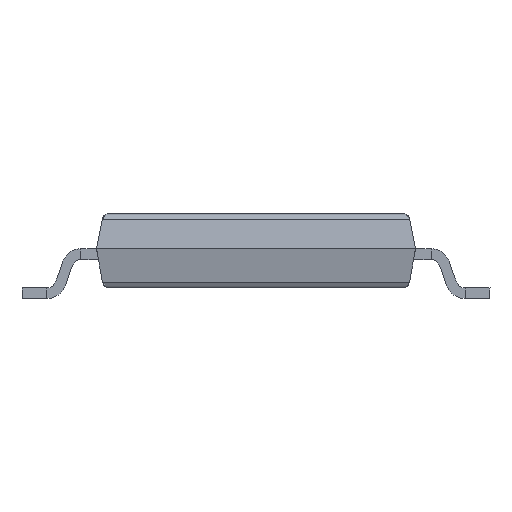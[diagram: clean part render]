
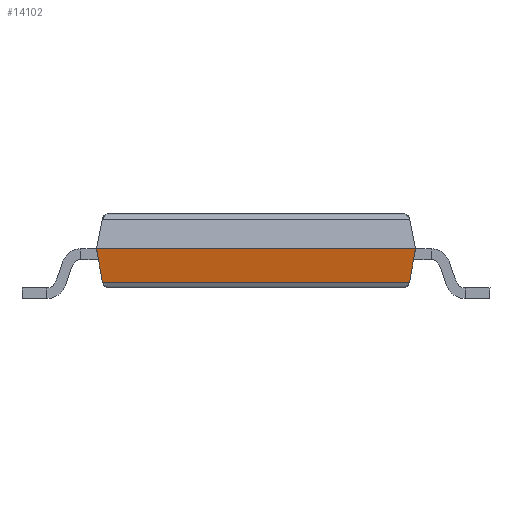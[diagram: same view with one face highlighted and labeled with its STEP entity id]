
A CAD part, front view. The second image highlights one B-rep face of the part: STEP entity #14102.
In plain terms, the highlighted free-form (B-spline) face has degree [1, 1] with [2, 2] control points.
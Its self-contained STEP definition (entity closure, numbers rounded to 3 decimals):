
#1047 = B_SPLINE_SURFACE_WITH_KNOTS('',1,1,(
    (#1048,#1049)
    ,(#1050,#1051
    )),.UNSPECIFIED.,.F.,.F.,.F.,(2,2),(2,2),(0.,6.6),(0.,1.),
  .PIECEWISE_BEZIER_KNOTS.);
#1048 = CARTESIAN_POINT('',(2.25,3.3,0.7));
#1049 = CARTESIAN_POINT('',(2.15,3.2,0.15));
#1050 = CARTESIAN_POINT('',(2.25,-3.3,0.7));
#1051 = CARTESIAN_POINT('',(2.15,-3.2,0.15));
#1506 = VERTEX_POINT('',#1507);
#1507 = CARTESIAN_POINT('',(2.25,-3.3,0.7));
#1520 = B_SPLINE_SURFACE_WITH_KNOTS('',1,1,(
    (#1521,#1522)
    ,(#1523,#1524
    )),.UNSPECIFIED.,.F.,.F.,.F.,(2,2),(2,2),(0.,4.5),(0.,1.),
  .PIECEWISE_BEZIER_KNOTS.);
#1521 = CARTESIAN_POINT('',(2.15,-3.2,1.2));
#1522 = CARTESIAN_POINT('',(2.25,-3.3,0.7));
#1523 = CARTESIAN_POINT('',(-2.15,-3.2,1.2));
#1524 = CARTESIAN_POINT('',(-2.25,-3.3,0.7));
#2425 = EDGE_CURVE('',#1506,#2426,#2428,.T.);
#2426 = VERTEX_POINT('',#2427);
#2427 = CARTESIAN_POINT('',(2.165,-3.215,
    0.232));
#2428 = SURFACE_CURVE('',#2429,(#2432,#2439),.PCURVE_S1.);
#2429 = B_SPLINE_CURVE_WITH_KNOTS('',1,(#2430,#2431),.UNSPECIFIED.,.F.,
  .F.,(2,2),(0.,1.),.PIECEWISE_BEZIER_KNOTS.);
#2430 = CARTESIAN_POINT('',(2.25,-3.3,0.7));
#2431 = CARTESIAN_POINT('',(2.15,-3.2,0.15));
#2432 = PCURVE('',#1047,#2433);
#2433 = DEFINITIONAL_REPRESENTATION('',(#2434),#2438);
#2434 = LINE('',#2435,#2436);
#2435 = CARTESIAN_POINT('',(6.6,0.));
#2436 = VECTOR('',#2437,1.);
#2437 = DIRECTION('',(0.,1.));
#2438 = ( GEOMETRIC_REPRESENTATION_CONTEXT(2) 
PARAMETRIC_REPRESENTATION_CONTEXT() REPRESENTATION_CONTEXT('2D SPACE',''
  ) );
#2439 = PCURVE('',#2440,#2445);
#2440 = B_SPLINE_SURFACE_WITH_KNOTS('',1,1,(
    (#2441,#2442)
    ,(#2443,#2444
    )),.UNSPECIFIED.,.F.,.F.,.F.,(2,2),(2,2),(0.,4.5),(0.,1.),
  .PIECEWISE_BEZIER_KNOTS.);
#2441 = CARTESIAN_POINT('',(2.25,-3.3,0.7));
#2442 = CARTESIAN_POINT('',(2.15,-3.2,0.15));
#2443 = CARTESIAN_POINT('',(-2.25,-3.3,0.7));
#2444 = CARTESIAN_POINT('',(-2.15,-3.2,0.15));
#2445 = DEFINITIONAL_REPRESENTATION('',(#2446),#2450);
#2446 = LINE('',#2447,#2448);
#2447 = CARTESIAN_POINT('',(0.,0.));
#2448 = VECTOR('',#2449,1.);
#2449 = DIRECTION('',(0.,1.));
#2450 = ( GEOMETRIC_REPRESENTATION_CONTEXT(2) 
PARAMETRIC_REPRESENTATION_CONTEXT() REPRESENTATION_CONTEXT('2D SPACE',''
  ) );
#11213 = VERTEX_POINT('',#11214);
#11214 = CARTESIAN_POINT('',(-2.25,-3.3,0.7));
#11239 = EDGE_CURVE('',#1506,#11213,#11240,.T.);
#11240 = SURFACE_CURVE('',#11241,(#11245,#11252),.PCURVE_S1.);
#11241 = LINE('',#11242,#11243);
#11242 = CARTESIAN_POINT('',(2.25,-3.3,0.7));
#11243 = VECTOR('',#11244,1.);
#11244 = DIRECTION('',(-1.,0.,0.));
#11245 = PCURVE('',#1520,#11246);
#11246 = DEFINITIONAL_REPRESENTATION('',(#11247),#11251);
#11247 = LINE('',#11248,#11249);
#11248 = CARTESIAN_POINT('',(0.,1.));
#11249 = VECTOR('',#11250,1.);
#11250 = DIRECTION('',(1.,0.));
#11251 = ( GEOMETRIC_REPRESENTATION_CONTEXT(2) 
PARAMETRIC_REPRESENTATION_CONTEXT() REPRESENTATION_CONTEXT('2D SPACE',''
  ) );
#11252 = PCURVE('',#2440,#11253);
#11253 = DEFINITIONAL_REPRESENTATION('',(#11254),#11258);
#11254 = LINE('',#11255,#11256);
#11255 = CARTESIAN_POINT('',(0.,0.));
#11256 = VECTOR('',#11257,1.);
#11257 = DIRECTION('',(1.,0.));
#11258 = ( GEOMETRIC_REPRESENTATION_CONTEXT(2) 
PARAMETRIC_REPRESENTATION_CONTEXT() REPRESENTATION_CONTEXT('2D SPACE',''
  ) );
#14102 = ADVANCED_FACE('',(#14103),#2440,.T.);
#14103 = FACE_BOUND('',#14104,.T.);
#14104 = EDGE_LOOP('',(#14105,#14132,#14170,#14171));
#14105 = ORIENTED_EDGE('',*,*,#14106,.T.);
#14106 = EDGE_CURVE('',#11213,#14107,#14109,.T.);
#14107 = VERTEX_POINT('',#14108);
#14108 = CARTESIAN_POINT('',(-2.165,-3.215,
    0.232));
#14109 = SURFACE_CURVE('',#14110,(#14113,#14120),.PCURVE_S1.);
#14110 = B_SPLINE_CURVE_WITH_KNOTS('',1,(#14111,#14112),.UNSPECIFIED.,
  .F.,.F.,(2,2),(0.,1.),.PIECEWISE_BEZIER_KNOTS.);
#14111 = CARTESIAN_POINT('',(-2.25,-3.3,0.7));
#14112 = CARTESIAN_POINT('',(-2.15,-3.2,0.15));
#14113 = PCURVE('',#2440,#14114);
#14114 = DEFINITIONAL_REPRESENTATION('',(#14115),#14119);
#14115 = LINE('',#14116,#14117);
#14116 = CARTESIAN_POINT('',(4.5,0.));
#14117 = VECTOR('',#14118,1.);
#14118 = DIRECTION('',(0.,1.));
#14119 = ( GEOMETRIC_REPRESENTATION_CONTEXT(2) 
PARAMETRIC_REPRESENTATION_CONTEXT() REPRESENTATION_CONTEXT('2D SPACE',''
  ) );
#14120 = PCURVE('',#14121,#14126);
#14121 = B_SPLINE_SURFACE_WITH_KNOTS('',1,1,(
    (#14122,#14123)
    ,(#14124,#14125
    )),.UNSPECIFIED.,.F.,.F.,.F.,(2,2),(2,2),(0.,6.6),(0.,1.),
  .PIECEWISE_BEZIER_KNOTS.);
#14122 = CARTESIAN_POINT('',(-2.25,-3.3,0.7));
#14123 = CARTESIAN_POINT('',(-2.15,-3.2,0.15));
#14124 = CARTESIAN_POINT('',(-2.25,3.3,0.7));
#14125 = CARTESIAN_POINT('',(-2.15,3.2,0.15));
#14126 = DEFINITIONAL_REPRESENTATION('',(#14127),#14131);
#14127 = LINE('',#14128,#14129);
#14128 = CARTESIAN_POINT('',(0.,0.));
#14129 = VECTOR('',#14130,1.);
#14130 = DIRECTION('',(0.,1.));
#14131 = ( GEOMETRIC_REPRESENTATION_CONTEXT(2) 
PARAMETRIC_REPRESENTATION_CONTEXT() REPRESENTATION_CONTEXT('2D SPACE',''
  ) );
#14132 = ORIENTED_EDGE('',*,*,#14133,.F.);
#14133 = EDGE_CURVE('',#2426,#14107,#14134,.T.);
#14134 = SURFACE_CURVE('',#14135,(#14141,#14147),.PCURVE_S1.);
#14135 = B_SPLINE_CURVE_WITH_KNOTS('',2,(#14136,#14137,#14138,#14139,
    #14140),.UNSPECIFIED.,.F.,.F.,(3,1,1,3),(-0.264,
    -0.015,4.315,4.564),.UNSPECIFIED.);
#14136 = CARTESIAN_POINT('',(2.414,-3.215,
    0.232));
#14137 = CARTESIAN_POINT('',(2.289,-3.215,
    0.232));
#14138 = CARTESIAN_POINT('',(0.,-3.215,
    0.232));
#14139 = CARTESIAN_POINT('',(-2.289,-3.215,
    0.232));
#14140 = CARTESIAN_POINT('',(-2.414,-3.215,
    0.232));
#14141 = PCURVE('',#2440,#14142);
#14142 = DEFINITIONAL_REPRESENTATION('',(#14143),#14146);
#14143 = B_SPLINE_CURVE_WITH_KNOTS('',1,(#14144,#14145),.UNSPECIFIED.,
  .F.,.F.,(2,2),(-0.015,4.315),
  .PIECEWISE_BEZIER_KNOTS.);
#14144 = CARTESIAN_POINT('',(0.,0.851));
#14145 = CARTESIAN_POINT('',(4.5,0.851));
#14146 = ( GEOMETRIC_REPRESENTATION_CONTEXT(2) 
PARAMETRIC_REPRESENTATION_CONTEXT() REPRESENTATION_CONTEXT('2D SPACE',''
  ) );
#14147 = PCURVE('',#14148,#14164);
#14148 = ( BOUNDED_SURFACE() B_SPLINE_SURFACE(2,2,(
    (#14149,#14150,#14151,#14152,#14153)
    ,(#14154,#14155,#14156,#14157,#14158)
    ,(#14159,#14160,#14161,#14162,#14163
)),.UNSPECIFIED.,.F.,.F.,.F.) B_SPLINE_SURFACE_WITH_KNOTS((3,3),(3,1,1,3
    ),(0.,4.33),(-0.264,-0.015,
    4.315,4.564),.UNSPECIFIED.) 
GEOMETRIC_REPRESENTATION_ITEM() RATIONAL_B_SPLINE_SURFACE((
    (1.,1.,1.,1.,1.)
    ,(0.768,0.768,0.768,0.768
      ,0.768)
,(1.,1.,1.,1.,1.))) REPRESENTATION_ITEM('') SURFACE() );
#14149 = CARTESIAN_POINT('',(2.414,-3.215,
    0.232));
#14150 = CARTESIAN_POINT('',(2.289,-3.215,
    0.232));
#14151 = CARTESIAN_POINT('',(0.,-3.215,
    0.232));
#14152 = CARTESIAN_POINT('',(-2.289,-3.215,
    0.232));
#14153 = CARTESIAN_POINT('',(-2.414,-3.215,
    0.232));
#14154 = CARTESIAN_POINT('',(2.414,-3.2,0.15));
#14155 = CARTESIAN_POINT('',(2.289,-3.2,0.15));
#14156 = CARTESIAN_POINT('',(0.,-3.2,0.15));
#14157 = CARTESIAN_POINT('',(-2.289,-3.2,0.15));
#14158 = CARTESIAN_POINT('',(-2.414,-3.2,0.15));
#14159 = CARTESIAN_POINT('',(2.414,-3.117,0.15));
#14160 = CARTESIAN_POINT('',(2.289,-3.117,0.15));
#14161 = CARTESIAN_POINT('',(0.,-3.117,0.15));
#14162 = CARTESIAN_POINT('',(-2.289,-3.117,0.15));
#14163 = CARTESIAN_POINT('',(-2.414,-3.117,0.15));
#14164 = DEFINITIONAL_REPRESENTATION('',(#14165),#14169);
#14165 = LINE('',#14166,#14167);
#14166 = CARTESIAN_POINT('',(0.,0.));
#14167 = VECTOR('',#14168,1.);
#14168 = DIRECTION('',(0.,1.));
#14169 = ( GEOMETRIC_REPRESENTATION_CONTEXT(2) 
PARAMETRIC_REPRESENTATION_CONTEXT() REPRESENTATION_CONTEXT('2D SPACE',''
  ) );
#14170 = ORIENTED_EDGE('',*,*,#2425,.F.);
#14171 = ORIENTED_EDGE('',*,*,#11239,.T.);
